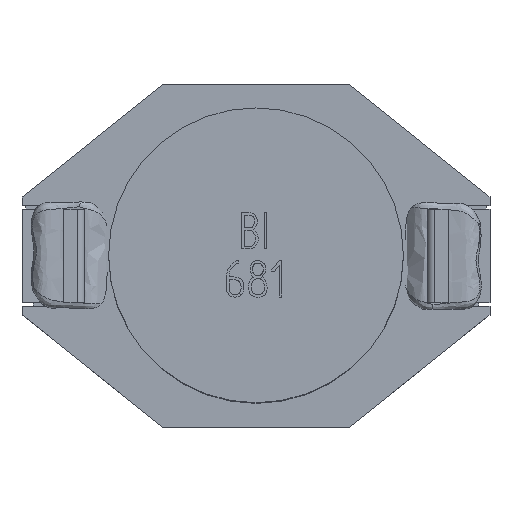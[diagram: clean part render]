
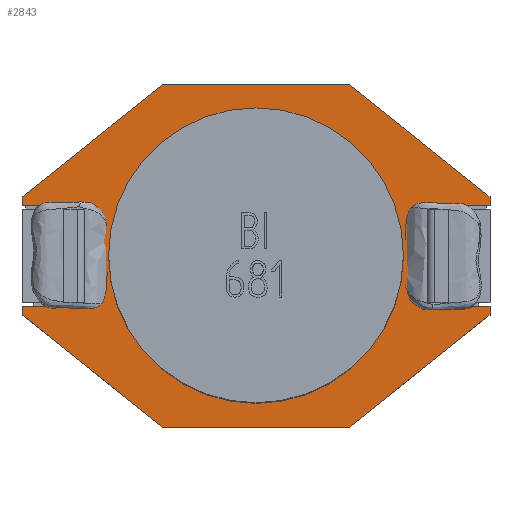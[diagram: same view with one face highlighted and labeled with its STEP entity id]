
A CAD part, top view. The second image highlights one B-rep face of the part: STEP entity #2843.
In plain terms, the highlighted planar face has unit normal (0, 0, 1).
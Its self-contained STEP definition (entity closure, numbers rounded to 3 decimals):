
#85=LINE('',#7312,#295);
#86=LINE('',#7314,#296);
#87=LINE('',#7316,#297);
#88=LINE('',#7318,#298);
#89=LINE('',#7320,#299);
#90=LINE('',#7322,#300);
#91=LINE('',#7324,#301);
#92=LINE('',#7326,#302);
#93=LINE('',#7328,#303);
#94=LINE('',#7330,#304);
#95=LINE('',#7332,#305);
#96=LINE('',#7334,#306);
#97=LINE('',#7336,#307);
#98=LINE('',#7338,#308);
#99=LINE('',#7340,#309);
#100=LINE('',#7342,#310);
#101=LINE('',#7344,#311);
#102=LINE('',#7346,#312);
#103=LINE('',#7348,#313);
#104=LINE('',#7350,#314);
#105=LINE('',#7352,#315);
#106=LINE('',#7354,#316);
#295=VECTOR('',#3124,1000.);
#296=VECTOR('',#3125,1000.);
#297=VECTOR('',#3126,1000.);
#298=VECTOR('',#3127,1000.);
#299=VECTOR('',#3128,1000.);
#300=VECTOR('',#3129,1000.);
#301=VECTOR('',#3130,1000.);
#302=VECTOR('',#3131,1000.);
#303=VECTOR('',#3132,1000.);
#304=VECTOR('',#3133,1000.);
#305=VECTOR('',#3134,1000.);
#306=VECTOR('',#3135,1000.);
#307=VECTOR('',#3136,1000.);
#308=VECTOR('',#3137,1000.);
#309=VECTOR('',#3138,1000.);
#310=VECTOR('',#3139,1000.);
#311=VECTOR('',#3140,1000.);
#312=VECTOR('',#3141,1000.);
#313=VECTOR('',#3142,1000.);
#314=VECTOR('',#3143,1000.);
#315=VECTOR('',#3144,1000.);
#316=VECTOR('',#3145,1000.);
#503=CIRCLE('',#2979,4.);
#577=ORIENTED_EDGE('',*,*,#1172,.F.);
#578=ORIENTED_EDGE('',*,*,#1173,.T.);
#579=ORIENTED_EDGE('',*,*,#1174,.F.);
#580=ORIENTED_EDGE('',*,*,#1175,.F.);
#581=ORIENTED_EDGE('',*,*,#1176,.F.);
#582=ORIENTED_EDGE('',*,*,#1177,.F.);
#583=ORIENTED_EDGE('',*,*,#1178,.F.);
#584=ORIENTED_EDGE('',*,*,#1179,.T.);
#585=ORIENTED_EDGE('',*,*,#1180,.F.);
#586=ORIENTED_EDGE('',*,*,#1181,.T.);
#587=ORIENTED_EDGE('',*,*,#1182,.T.);
#588=ORIENTED_EDGE('',*,*,#1183,.F.);
#589=ORIENTED_EDGE('',*,*,#1184,.T.);
#590=ORIENTED_EDGE('',*,*,#1185,.F.);
#591=ORIENTED_EDGE('',*,*,#1186,.F.);
#592=ORIENTED_EDGE('',*,*,#1187,.F.);
#593=ORIENTED_EDGE('',*,*,#1188,.F.);
#594=ORIENTED_EDGE('',*,*,#1189,.F.);
#595=ORIENTED_EDGE('',*,*,#1190,.T.);
#596=ORIENTED_EDGE('',*,*,#1191,.T.);
#597=ORIENTED_EDGE('',*,*,#1192,.T.);
#598=ORIENTED_EDGE('',*,*,#1193,.T.);
#599=ORIENTED_EDGE('',*,*,#1194,.T.);
#1172=EDGE_CURVE('',#1471,#1462,#85,.T.);
#1173=EDGE_CURVE('',#1471,#1472,#86,.T.);
#1174=EDGE_CURVE('',#1473,#1472,#87,.T.);
#1175=EDGE_CURVE('',#1474,#1473,#88,.T.);
#1176=EDGE_CURVE('',#1475,#1474,#89,.T.);
#1177=EDGE_CURVE('',#1476,#1475,#90,.T.);
#1178=EDGE_CURVE('',#1477,#1476,#91,.T.);
#1179=EDGE_CURVE('',#1477,#1478,#92,.T.);
#1180=EDGE_CURVE('',#1479,#1478,#93,.T.);
#1181=EDGE_CURVE('',#1479,#1480,#94,.T.);
#1182=EDGE_CURVE('',#1480,#1481,#95,.F.);
#1183=EDGE_CURVE('',#1482,#1481,#96,.T.);
#1184=EDGE_CURVE('',#1482,#1483,#97,.T.);
#1185=EDGE_CURVE('',#1484,#1483,#98,.T.);
#1186=EDGE_CURVE('',#1485,#1484,#99,.T.);
#1187=EDGE_CURVE('',#1486,#1485,#100,.T.);
#1188=EDGE_CURVE('',#1487,#1486,#101,.T.);
#1189=EDGE_CURVE('',#1488,#1487,#102,.T.);
#1190=EDGE_CURVE('',#1488,#1489,#103,.T.);
#1191=EDGE_CURVE('',#1489,#1490,#104,.T.);
#1192=EDGE_CURVE('',#1490,#1491,#105,.T.);
#1193=EDGE_CURVE('',#1491,#1462,#106,.T.);
#1194=EDGE_CURVE('',#1492,#1492,#503,.T.);
#1462=VERTEX_POINT('',#7289);
#1471=VERTEX_POINT('',#7313);
#1472=VERTEX_POINT('',#7315);
#1473=VERTEX_POINT('',#7317);
#1474=VERTEX_POINT('',#7319);
#1475=VERTEX_POINT('',#7321);
#1476=VERTEX_POINT('',#7323);
#1477=VERTEX_POINT('',#7325);
#1478=VERTEX_POINT('',#7327);
#1479=VERTEX_POINT('',#7329);
#1480=VERTEX_POINT('',#7331);
#1481=VERTEX_POINT('',#7333);
#1482=VERTEX_POINT('',#7335);
#1483=VERTEX_POINT('',#7337);
#1484=VERTEX_POINT('',#7339);
#1485=VERTEX_POINT('',#7341);
#1486=VERTEX_POINT('',#7343);
#1487=VERTEX_POINT('',#7345);
#1488=VERTEX_POINT('',#7347);
#1489=VERTEX_POINT('',#7349);
#1490=VERTEX_POINT('',#7351);
#1491=VERTEX_POINT('',#7353);
#1492=VERTEX_POINT('',#7356);
#1725=EDGE_LOOP('',(#577,#578,#579,#580,#581,#582,#583,#584,#585,#586,#587,
#588,#589,#590,#591,#592,#593,#594,#595,#596,#597,#598));
#1726=EDGE_LOOP('',(#599));
#1864=FACE_BOUND('',#1725,.T.);
#1865=FACE_BOUND('',#1726,.T.);
#1991=PLANE('',#2978);
#2843=ADVANCED_FACE('',(#1864,#1865),#1991,.F.);
#2978=AXIS2_PLACEMENT_3D('',#7311,#3122,#3123);
#2979=AXIS2_PLACEMENT_3D('',#7355,#3146,#3147);
#3122=DIRECTION('',(0.,0.,-1.));
#3123=DIRECTION('',(-1.,0.,0.));
#3124=DIRECTION('',(0.,-1.,0.));
#3125=DIRECTION('',(1.,0.,0.));
#3126=DIRECTION('',(0.,-1.,0.));
#3127=DIRECTION('',(0.781,-0.625,0.));
#3128=DIRECTION('',(1.,0.,0.));
#3129=DIRECTION('',(0.781,0.625,0.));
#3130=DIRECTION('',(0.,1.,0.));
#3131=DIRECTION('',(1.,0.,0.));
#3132=DIRECTION('',(0.,1.,0.));
#3133=DIRECTION('',(0.,-1.,0.));
#3134=DIRECTION('',(-1.,0.,0.));
#3135=DIRECTION('',(0.,1.,0.));
#3136=DIRECTION('',(-1.,0.,0.));
#3137=DIRECTION('',(0.,1.,0.));
#3138=DIRECTION('',(-0.781,0.625,0.));
#3139=DIRECTION('',(-1.,0.,0.));
#3140=DIRECTION('',(-0.781,-0.625,0.));
#3141=DIRECTION('',(0.,-1.,0.));
#3142=DIRECTION('',(-1.,0.,0.));
#3143=DIRECTION('',(0.,1.,0.));
#3144=DIRECTION('',(1.,0.,0.));
#3145=DIRECTION('',(0.,1.,0.));
#3146=DIRECTION('',(0.,0.,-1.));
#3147=DIRECTION('',(1.,0.,0.));
#7289=CARTESIAN_POINT('',(4.65,1.27,-0.194));
#7311=CARTESIAN_POINT('',(0.,0.,-0.194));
#7312=CARTESIAN_POINT('',(4.65,1.27,-0.194));
#7313=CARTESIAN_POINT('',(4.65,1.37,-0.194));
#7314=CARTESIAN_POINT('',(0.,1.37,-0.194));
#7315=CARTESIAN_POINT('',(6.35,1.37,-0.194));
#7316=CARTESIAN_POINT('',(6.35,-1.5,-0.194));
#7317=CARTESIAN_POINT('',(6.35,1.6,-0.194));
#7318=CARTESIAN_POINT('',(6.475,1.5,-0.194));
#7319=CARTESIAN_POINT('',(2.538,4.65,-0.194));
#7320=CARTESIAN_POINT('',(-2.475,4.65,-0.194));
#7321=CARTESIAN_POINT('',(-2.538,4.65,-0.194));
#7322=CARTESIAN_POINT('',(-6.475,1.5,-0.194));
#7323=CARTESIAN_POINT('',(-6.35,1.6,-0.194));
#7324=CARTESIAN_POINT('',(-6.35,1.5,-0.194));
#7325=CARTESIAN_POINT('',(-6.35,1.37,-0.194));
#7326=CARTESIAN_POINT('',(0.,1.37,-0.194));
#7327=CARTESIAN_POINT('',(-4.65,1.37,-0.194));
#7328=CARTESIAN_POINT('',(-4.65,1.37,-0.194));
#7329=CARTESIAN_POINT('',(-4.65,1.27,-0.194));
#7330=CARTESIAN_POINT('',(-4.65,1.27,-0.194));
#7331=CARTESIAN_POINT('',(-4.65,-1.27,-0.194));
#7332=CARTESIAN_POINT('',(-4.55,-1.27,-0.194));
#7333=CARTESIAN_POINT('',(-4.553,-1.27,-0.194));
#7334=CARTESIAN_POINT('',(-4.553,-1.27,-0.194));
#7335=CARTESIAN_POINT('',(-4.553,-1.37,-0.194));
#7336=CARTESIAN_POINT('',(0.,-1.37,-0.194));
#7337=CARTESIAN_POINT('',(-6.35,-1.37,-0.194));
#7338=CARTESIAN_POINT('',(-6.35,1.5,-0.194));
#7339=CARTESIAN_POINT('',(-6.35,-1.6,-0.194));
#7340=CARTESIAN_POINT('',(-6.475,-1.5,-0.194));
#7341=CARTESIAN_POINT('',(-2.538,-4.65,-0.194));
#7342=CARTESIAN_POINT('',(2.475,-4.65,-0.194));
#7343=CARTESIAN_POINT('',(2.538,-4.65,-0.194));
#7344=CARTESIAN_POINT('',(6.475,-1.5,-0.194));
#7345=CARTESIAN_POINT('',(6.35,-1.6,-0.194));
#7346=CARTESIAN_POINT('',(6.35,-1.5,-0.194));
#7347=CARTESIAN_POINT('',(6.35,-1.37,-0.194));
#7348=CARTESIAN_POINT('',(0.,-1.37,-0.194));
#7349=CARTESIAN_POINT('',(4.549,-1.37,-0.194));
#7350=CARTESIAN_POINT('',(4.549,-1.27,-0.194));
#7351=CARTESIAN_POINT('',(4.549,-1.27,-0.194));
#7352=CARTESIAN_POINT('',(4.549,-1.27,-0.194));
#7353=CARTESIAN_POINT('',(4.65,-1.27,-0.194));
#7354=CARTESIAN_POINT('',(4.65,0.,-0.194));
#7355=CARTESIAN_POINT('',(0.,0.,-0.194));
#7356=CARTESIAN_POINT('',(4.,0.,-0.194));
